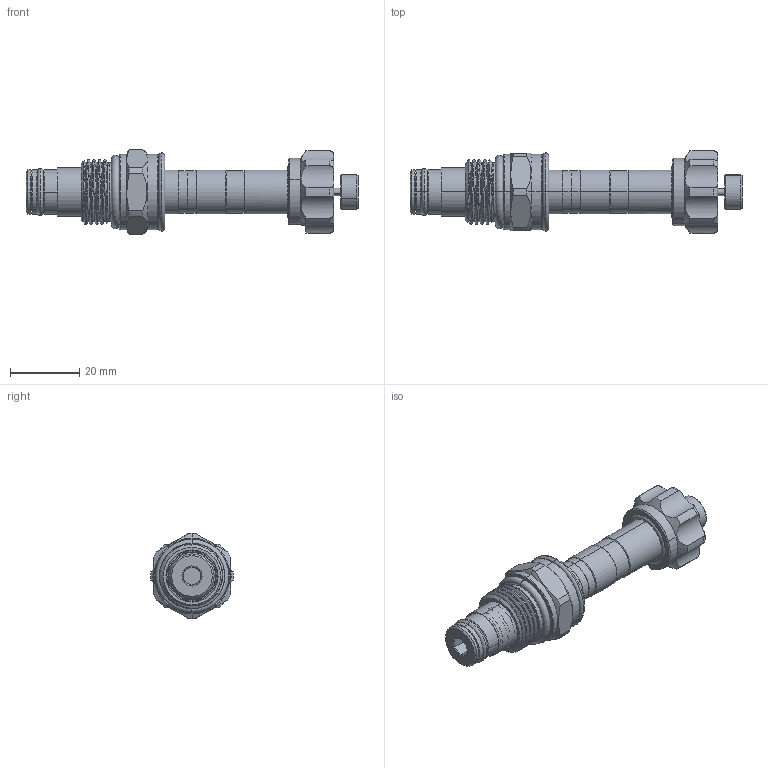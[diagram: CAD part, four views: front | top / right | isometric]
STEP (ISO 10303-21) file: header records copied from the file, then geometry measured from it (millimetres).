
FILE_DESCRIPTION (( 'STEP AP203' ), '1' );
FILE_NAME ('EP08W2A08P04.STEP', '2020-03-31T08:54:34', ( '' ), ( '' ), 'SwSTEP 2.0', 'SolidWorks 2018', '' );
FILE_SCHEMA (( 'CONFIG_CONTROL_DESIGN' ));
Length unit declared in the file: millimetre
Products named in the file (1): EP08W2A08P04
Bounding box: 95.68 x 23.79 x 24.65 mm (x, y, z)
Volume: 19039 mm3; surface area: 8872.3 mm2
Topology: 5 solids, 5 shells, 304 faces, 750 edges, 456 vertices
Faces by surface type: cylinder 139, plane 64, torus 52, cone 38, bspline 11
Entity records: 11599 total; most frequent: CARTESIAN_POINT 4531, DIRECTION 1482, ORIENTED_EDGE 1476, EDGE_CURVE 738, AXIS2_PLACEMENT_3D 630, VERTEX_POINT 456, CIRCLE 336, EDGE_LOOP 326
